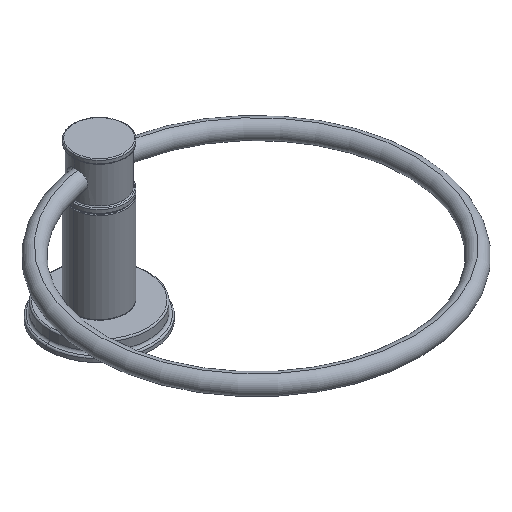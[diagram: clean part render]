
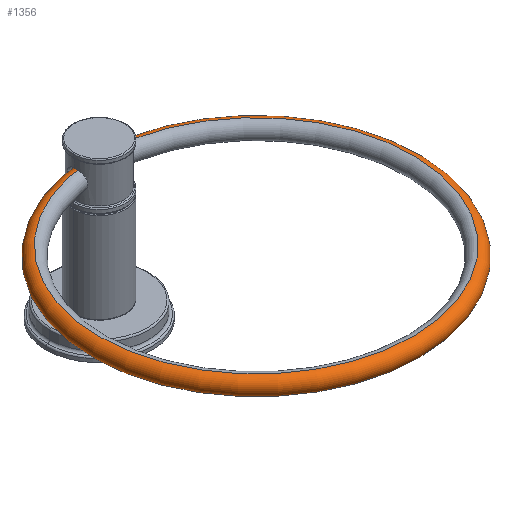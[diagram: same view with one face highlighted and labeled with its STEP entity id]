
A CAD part, isometric view. The second image highlights one B-rep face of the part: STEP entity #1356.
In plain terms, the highlighted toroidal (fillet/blend) face has major radius 84.138 mm and minor radius 4.763 mm.
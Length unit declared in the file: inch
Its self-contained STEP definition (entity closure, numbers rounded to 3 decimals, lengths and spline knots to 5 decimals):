
#401=CARTESIAN_POINT('',(0.,-3.3125,2.9975));
#402=DIRECTION('',(0.,0.,-1.));
#403=DIRECTION('',(0.035,0.999,0.));
#404=AXIS2_PLACEMENT_3D('',#401,#402,#403);
#411=CARTESIAN_POINT('',(0.,-3.3125,2.6225));
#412=DIRECTION('',(0.,0.,1.));
#413=DIRECTION('',(-0.035,0.999,0.));
#414=AXIS2_PLACEMENT_3D('',#411,#412,#413);
#421=CARTESIAN_POINT('',(-0.1156,-0.00202,2.81));
#422=DIRECTION('',(0.999,0.035,0.));
#423=DIRECTION('',(0.,0.,-1.));
#424=AXIS2_PLACEMENT_3D('',#421,#422,#423);
#426=CARTESIAN_POINT('',(0.1156,-0.00202,2.81));
#427=DIRECTION('',(-0.999,0.035,0.));
#428=DIRECTION('',(0.,0.,1.));
#429=AXIS2_PLACEMENT_3D('',#426,#427,#428);
#752=CARTESIAN_POINT('',(0.1156,-0.00202,2.9975));
#753=CARTESIAN_POINT('',(0.1156,-0.00202,2.6225));
#754=VERTEX_POINT('',#752);
#755=VERTEX_POINT('',#753);
#760=CARTESIAN_POINT('',(-0.1156,-0.00202,2.6225));
#761=CARTESIAN_POINT('',(-0.1156,-0.00202,2.9975));
#762=VERTEX_POINT('',#760);
#763=VERTEX_POINT('',#761);
#1343=CARTESIAN_POINT('',(0.,-3.3125,2.81));
#1344=DIRECTION('',(0.,0.,-1.));
#1345=DIRECTION('',(0.,-1.,0.));
#1346=AXIS2_PLACEMENT_3D('',#1343,#1344,#1345);
#1347=TOROIDAL_SURFACE('',#1346,3.3125,0.1875);
#1348=ORIENTED_EDGE('',*,*,#1326,.F.);
#1350=ORIENTED_EDGE('',*,*,#1349,.T.);
#1351=ORIENTED_EDGE('',*,*,#1322,.F.);
#1353=ORIENTED_EDGE('',*,*,#1352,.T.);
#1354=EDGE_LOOP('',(#1348,#1350,#1351,#1353));
#1355=FACE_OUTER_BOUND('',#1354,.F.);
#1356=ADVANCED_FACE('',(#1355),#1347,.T.);
#405=CIRCLE('',#404,3.3125);
#415=CIRCLE('',#414,3.3125);
#425=CIRCLE('',#424,0.1875);
#430=CIRCLE('',#429,0.1875);
#1322=EDGE_CURVE('',#754,#763,#405,.T.);
#1326=EDGE_CURVE('',#762,#755,#415,.T.);
#1349=EDGE_CURVE('',#762,#763,#425,.T.);
#1352=EDGE_CURVE('',#754,#755,#430,.T.);
